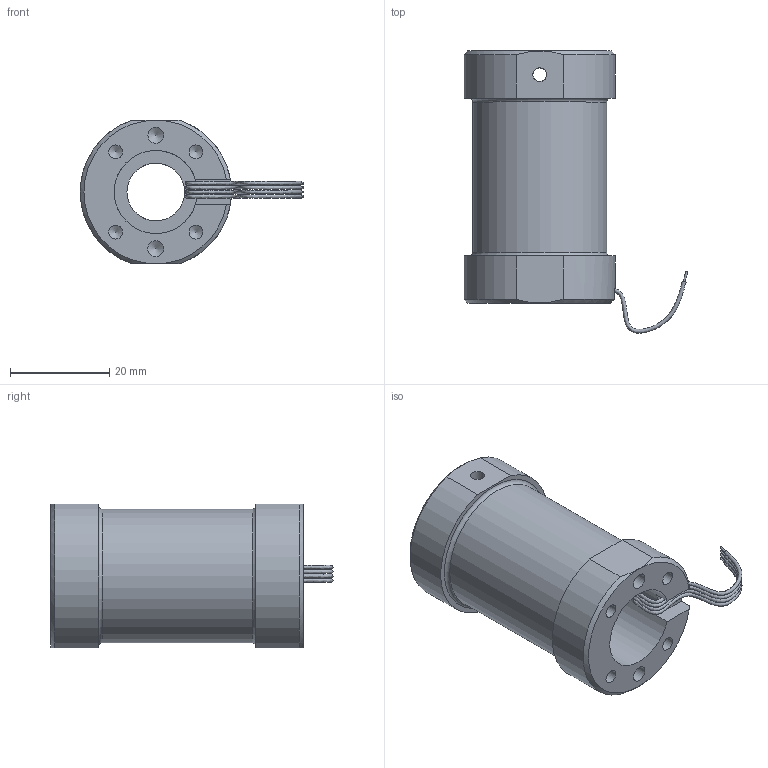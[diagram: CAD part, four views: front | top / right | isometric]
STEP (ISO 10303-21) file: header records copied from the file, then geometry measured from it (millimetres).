
FILE_DESCRIPTION(/* description */ (''),/* implementation_level */ '2;1');
FILE_NAME(/* name */ 'tff325.stp',/* time_stamp */ '2014-02-10T10:52:22-08:00',/* author */ ('joon'),/* organization */ (''),/* preprocessor_version */ 'ST-DEVELOPER v15.2',/* originating_system */ 'Autodesk Inventor 2014',/* authorisation */ '');
FILE_SCHEMA (('AUTOMOTIVE_DESIGN { 1 0 10303 214 3 1 1 }'));
Length unit declared in the file: inch
Products named in the file (1): Part7
Bounding box: 44.96 x 56.81 x 28.98 mm (x, y, z)
Surface area: 9683.4 mm2 (no closed solid volume)
Topology: 0 solids, 1 shells, 75 faces, 177 edges, 117 vertices
Faces by surface type: plane 29, cylinder 26, cone 14, bspline 4, torus 2
Full cylindrical faces by diameter (mm): 0.381 x4, 2.779 x10, 3.178 x4, 11.608 x1, 15.875 x1, 16.764 x1, 26.924 x1
Entity records: 3101 total; most frequent: CARTESIAN_POINT 1625, DIRECTION 292, ORIENTED_EDGE 242, EDGE_LOOP 133, AXIS2_PLACEMENT_3D 129, EDGE_CURVE 121, VERTEX_POINT 100, ADVANCED_FACE 75
